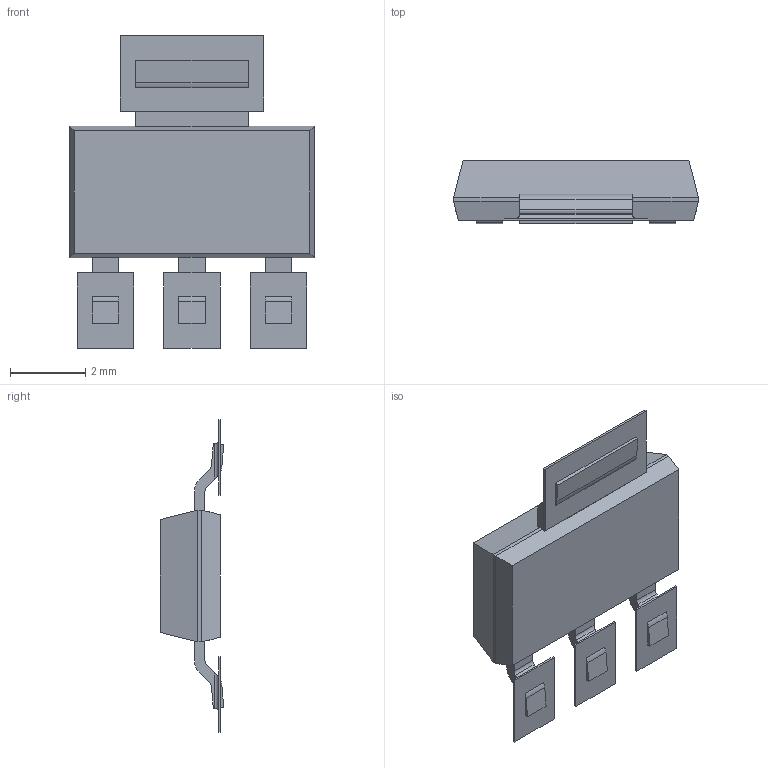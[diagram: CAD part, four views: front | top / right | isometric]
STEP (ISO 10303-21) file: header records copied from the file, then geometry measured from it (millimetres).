
FILE_DESCRIPTION (( 'STEP AP203' ), '1' );
FILE_NAME ('nano - reg.step_Default_sldprt.STEP', '2025-04-23T09:08:01', ( '' ), ( '' ), 'SwSTEP 2.0', 'SolidWorks 2024', '' );
FILE_SCHEMA (( 'CONFIG_CONTROL_DESIGN' ));
Length unit declared in the file: millimetre
Products named in the file (1): nano - reg.step_Default_sldprt
Bounding box: 6.5 x 1.69 x 8.3 mm (x, y, z)
Volume: 36.8 mm3; surface area: 119.6 mm2
Topology: 1 solids, 1 shells, 198 faces, 524 edges, 344 vertices
Faces by surface type: plane 128, cylinder 36, bspline 34
Entity records: 8881 total; most frequent: CARTESIAN_POINT 4153, ORIENTED_EDGE 1048, DIRECTION 802, EDGE_CURVE 524, LINE 392, VECTOR 392, VERTEX_POINT 344, EDGE_LOOP 214
